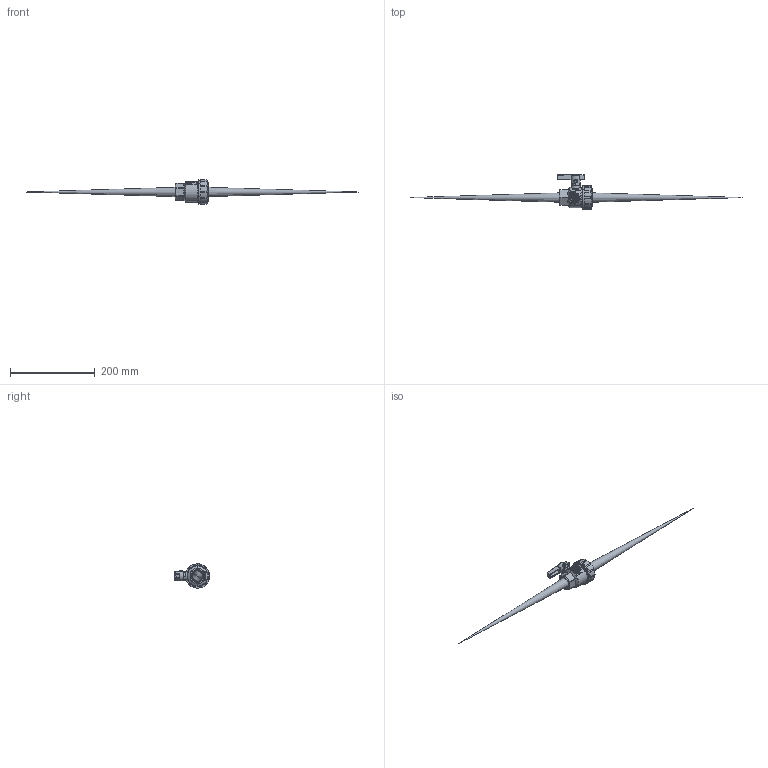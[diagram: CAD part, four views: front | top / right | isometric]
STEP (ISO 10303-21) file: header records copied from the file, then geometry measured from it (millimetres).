
FILE_DESCRIPTION(/* description */ ('3/4" UNION VALVE W/ RED HANDLE'),/* implementation_level */ '2;1');
FILE_NAME(/* name */ 'UV075FPR.stp',/* time_stamp */ '2020-02-18T09:09:10-05:00',/* author */ ('ABell'),/* organization */ (''),/* preprocessor_version */ 'ST-DEVELOPER v17.2',/* originating_system */ 'Autodesk Inventor 2019',/* authorisation */ '');
FILE_SCHEMA (('AUTOMOTIVE_DESIGN { 1 0 10303 214 3 1 1 }'));
Products named in the file (15): UV075FPR; UV07254; UV07254_1; UVL1000; UV07256; UV07150; UV07151; UV07255; UV07255M; UVX07255; UV07258; UV15220; UV07163; UV07264; UV07153RED
Assembly tree (16 placements, depth 4):
  UV075FPR
    UV07254
      UV07254_1
      UVL1000
    UV07256
    UV07150
    UV07151
    UV07255
      UV07255M
        UVX07255
    UV07258  x2
    UV15220
    UV07163  x2
    UV07264
    UV07153RED
Bounding box: 782.24 x 83.28 x 57.14 mm (x, y, z)
Volume: 111169.6 mm3; surface area: 162881.4 mm2
Topology: 13 solids, 13 shells, 2337 faces, 6284 edges, 4194 vertices
Faces by surface type: plane 1190, bspline 668, cylinder 364, cone 70, torus 31, sphere 14
Full cylindrical faces by diameter (mm): 2.13 x10, 3.505 x8, 8.331 x1, 9.703 x2, 13.995 x3, 14.173 x1, 16.764 x1, 18.466 x1, 19.05 x1, 19.304 x1, 20.066 x2, 22.098 x2, 29.083 x2, 29.286 x1, 29.388 x1, 36.068 x1, 36.83 x1, 37.338 x1, 38.1 x1, 41.275 x1, 42.418 x1, 44.45 x4, 45.161 x4, 47.142 x4, 47.625 x1, 48.031 x5, 55.562 x1, 57.15 x1
Entity records: 110198 total; most frequent: CARTESIAN_POINT 53559, ORIENTED_EDGE 12506, DIRECTION 9528, EDGE_CURVE 6253, VERTEX_POINT 4175, AXIS2_PLACEMENT_3D 3289, LINE 2950, VECTOR 2950
